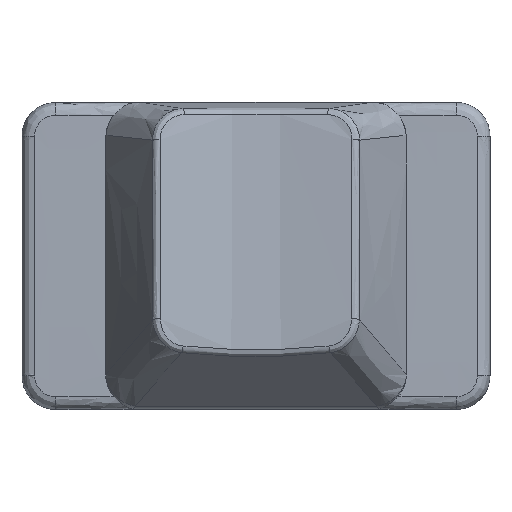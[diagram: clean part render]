
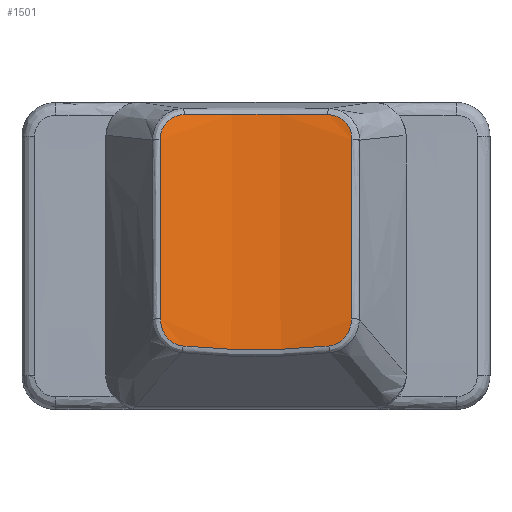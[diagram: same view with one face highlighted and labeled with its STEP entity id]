
A CAD part, top view. The second image highlights one B-rep face of the part: STEP entity #1501.
In plain terms, the highlighted free-form (B-spline) face has degree [2, 1] with [3, 2] control points.
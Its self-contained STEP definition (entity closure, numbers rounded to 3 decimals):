
#14=(
BOUNDED_SURFACE()
B_SPLINE_SURFACE(2,1,((#3479,#3480),(#3481,#3482),(#3483,#3484)),
 .UNSPECIFIED.,.F.,.F.,.F.)
B_SPLINE_SURFACE_WITH_KNOTS((3,3),(2,2),(-1.837,-1.304),
(0.,1.692),.UNSPECIFIED.)
GEOMETRIC_REPRESENTATION_ITEM()
RATIONAL_B_SPLINE_SURFACE(((1.,1.),(0.965,0.965),
(1.,1.)))
REPRESENTATION_ITEM('')
SURFACE()
);
#208=ELLIPSE('',#1597,17.86,15.449);
#210=ELLIPSE('',#1603,18.706,16.121);
#263=FACE_OUTER_BOUND('',#353,.T.);
#353=EDGE_LOOP('',(#1146,#1147,#1148,#1149,#1150,#1151,#1152,#1153));
#499=B_SPLINE_CURVE_WITH_KNOTS('',3,(#3240,#3241,#3242,#3243,#3244,#3245),
 .UNSPECIFIED.,.F.,.F.,(4,1,1,4),(0.,0.066,
0.132,0.231),.UNSPECIFIED.);
#500=B_SPLINE_CURVE_WITH_KNOTS('',3,(#3268,#3269,#3270,#3271),
 .UNSPECIFIED.,.F.,.F.,(4,4),(0.,1.068),
 .UNSPECIFIED.);
#502=B_SPLINE_CURVE_WITH_KNOTS('',3,(#3305,#3306,#3307,#3308,#3309,#3310,
#3311,#3312,#3313,#3314,#3315,#3316,#3317,#3318,#3319,#3320,#3321,#3322,
#3323,#3324,#3325,#3326,#3327,#3328,#3329,#3330,#3331,#3332),
 .UNSPECIFIED.,.F.,.F.,(4,3,3,3,3,3,3,3,3,4),(0.,0.028,0.057,
0.088,0.102,0.136,0.165,
0.192,0.218,0.238),.UNSPECIFIED.);
#503=B_SPLINE_CURVE_WITH_KNOTS('',3,(#3389,#3390,#3391,#3392,#3393,#3394,
#3395,#3396,#3397,#3398,#3399,#3400,#3401,#3402,#3403,#3404,#3405,#3406,
#3407,#3408,#3409,#3410,#3411,#3412,#3413,#3414,#3415,#3416),
 .UNSPECIFIED.,.F.,.F.,(4,3,3,3,3,3,3,3,3,4),(0.,0.026,
0.053,0.081,0.102,0.151,
0.17,0.198,0.226,0.238),
 .UNSPECIFIED.);
#504=B_SPLINE_CURVE_WITH_KNOTS('',3,(#3439,#3440,#3441,#3442),
 .UNSPECIFIED.,.F.,.F.,(4,4),(0.,1.068),.UNSPECIFIED.);
#505=B_SPLINE_CURVE_WITH_KNOTS('',3,(#3473,#3474,#3475,#3476,#3477,#3478),
 .UNSPECIFIED.,.F.,.F.,(4,1,1,4),(0.,0.099,
0.165,0.231),.UNSPECIFIED.);
#632=VERTEX_POINT('',#3203);
#633=VERTEX_POINT('',#3205);
#634=VERTEX_POINT('',#3238);
#635=VERTEX_POINT('',#3266);
#636=VERTEX_POINT('',#3297);
#638=VERTEX_POINT('',#3353);
#639=VERTEX_POINT('',#3387);
#640=VERTEX_POINT('',#3437);
#822=EDGE_CURVE('',#633,#632,#208,.T.);
#824=EDGE_CURVE('',#632,#634,#499,.T.);
#826=EDGE_CURVE('',#634,#635,#500,.T.);
#829=EDGE_CURVE('',#635,#636,#502,.T.);
#832=EDGE_CURVE('',#636,#638,#210,.T.);
#834=EDGE_CURVE('',#638,#639,#503,.T.);
#836=EDGE_CURVE('',#639,#640,#504,.T.);
#837=EDGE_CURVE('',#640,#633,#505,.T.);
#1146=ORIENTED_EDGE('',*,*,#822,.F.);
#1147=ORIENTED_EDGE('',*,*,#837,.F.);
#1148=ORIENTED_EDGE('',*,*,#836,.F.);
#1149=ORIENTED_EDGE('',*,*,#834,.F.);
#1150=ORIENTED_EDGE('',*,*,#832,.F.);
#1151=ORIENTED_EDGE('',*,*,#829,.F.);
#1152=ORIENTED_EDGE('',*,*,#826,.F.);
#1153=ORIENTED_EDGE('',*,*,#824,.F.);
#1501=ADVANCED_FACE('',(#263),#14,.F.);
#1597=AXIS2_PLACEMENT_3D('',#3207,#1768,#1769);
#1603=AXIS2_PLACEMENT_3D('',#3356,#1780,#1781);
#1768=DIRECTION('center_axis',(0.,0.874,-0.485));
#1769=DIRECTION('ref_axis',(1.,0.,0.));
#1780=DIRECTION('center_axis',(0.,-0.996,-0.091));
#1781=DIRECTION('ref_axis',(1.,0.,0.));
#3203=CARTESIAN_POINT('',(-4.321,-5.334,6.32));
#3205=CARTESIAN_POINT('',(4.321,-5.334,6.32));
#3207=CARTESIAN_POINT('Origin',(0.,1.94,19.427));
#3238=CARTESIAN_POINT('',(-5.643,-3.73,6.433));
#3240=CARTESIAN_POINT('Ctrl Pts',(-4.321,-5.334,6.32));
#3241=CARTESIAN_POINT('Ctrl Pts',(-4.532,-5.312,6.36));
#3242=CARTESIAN_POINT('Ctrl Pts',(-4.946,-5.168,6.433));
#3243=CARTESIAN_POINT('Ctrl Pts',(-5.492,-4.611,6.499));
#3244=CARTESIAN_POINT('Ctrl Pts',(-5.642,-4.058,6.473));
#3245=CARTESIAN_POINT('Ctrl Pts',(-5.643,-3.73,6.433));
#3266=CARTESIAN_POINT('',(-5.679,6.869,5.141));
#3268=CARTESIAN_POINT('Ctrl Pts',(-5.643,-3.73,6.433));
#3269=CARTESIAN_POINT('Ctrl Pts',(-5.653,-0.197,6.001));
#3270=CARTESIAN_POINT('Ctrl Pts',(-5.665,3.336,5.571));
#3271=CARTESIAN_POINT('Ctrl Pts',(-5.679,6.869,5.141));
#3297=CARTESIAN_POINT('',(-4.242,8.356,4.623));
#3305=CARTESIAN_POINT('Ctrl Pts',(-5.679,6.869,5.141));
#3306=CARTESIAN_POINT('Ctrl Pts',(-5.679,6.962,5.129));
#3307=CARTESIAN_POINT('Ctrl Pts',(-5.671,7.055,5.116));
#3308=CARTESIAN_POINT('Ctrl Pts',(-5.655,7.147,5.1));
#3309=CARTESIAN_POINT('Ctrl Pts',(-5.639,7.241,5.084));
#3310=CARTESIAN_POINT('Ctrl Pts',(-5.614,7.334,5.066));
#3311=CARTESIAN_POINT('Ctrl Pts',(-5.581,7.423,5.047));
#3312=CARTESIAN_POINT('Ctrl Pts',(-5.546,7.518,5.026));
#3313=CARTESIAN_POINT('Ctrl Pts',(-5.502,7.608,5.003));
#3314=CARTESIAN_POINT('Ctrl Pts',(-5.449,7.692,4.979));
#3315=CARTESIAN_POINT('Ctrl Pts',(-5.426,7.73,4.968));
#3316=CARTESIAN_POINT('Ctrl Pts',(-5.4,7.767,4.957));
#3317=CARTESIAN_POINT('Ctrl Pts',(-5.373,7.803,4.946));
#3318=CARTESIAN_POINT('Ctrl Pts',(-5.306,7.889,4.919));
#3319=CARTESIAN_POINT('Ctrl Pts',(-5.23,7.966,4.89));
#3320=CARTESIAN_POINT('Ctrl Pts',(-5.146,8.033,4.862));
#3321=CARTESIAN_POINT('Ctrl Pts',(-5.075,8.09,4.837));
#3322=CARTESIAN_POINT('Ctrl Pts',(-4.998,8.14,4.813));
#3323=CARTESIAN_POINT('Ctrl Pts',(-4.918,8.182,4.789));
#3324=CARTESIAN_POINT('Ctrl Pts',(-4.841,8.222,4.767));
#3325=CARTESIAN_POINT('Ctrl Pts',(-4.761,8.256,4.745));
#3326=CARTESIAN_POINT('Ctrl Pts',(-4.679,8.283,4.723));
#3327=CARTESIAN_POINT('Ctrl Pts',(-4.599,8.309,4.703));
#3328=CARTESIAN_POINT('Ctrl Pts',(-4.517,8.328,4.683));
#3329=CARTESIAN_POINT('Ctrl Pts',(-4.434,8.34,4.664));
#3330=CARTESIAN_POINT('Ctrl Pts',(-4.371,8.35,4.65));
#3331=CARTESIAN_POINT('Ctrl Pts',(-4.306,8.355,4.636));
#3332=CARTESIAN_POINT('Ctrl Pts',(-4.242,8.356,4.623));
#3353=CARTESIAN_POINT('',(4.242,8.356,4.623));
#3356=CARTESIAN_POINT('Origin',(0.,6.93,20.26));
#3387=CARTESIAN_POINT('',(5.679,6.869,5.141));
#3389=CARTESIAN_POINT('Ctrl Pts',(4.242,8.356,4.623));
#3390=CARTESIAN_POINT('Ctrl Pts',(4.325,8.355,4.64));
#3391=CARTESIAN_POINT('Ctrl Pts',(4.409,8.347,4.658));
#3392=CARTESIAN_POINT('Ctrl Pts',(4.491,8.332,4.677));
#3393=CARTESIAN_POINT('Ctrl Pts',(4.575,8.316,4.697));
#3394=CARTESIAN_POINT('Ctrl Pts',(4.657,8.294,4.717));
#3395=CARTESIAN_POINT('Ctrl Pts',(4.737,8.265,4.738));
#3396=CARTESIAN_POINT('Ctrl Pts',(4.822,8.234,4.761));
#3397=CARTESIAN_POINT('Ctrl Pts',(4.904,8.196,4.784));
#3398=CARTESIAN_POINT('Ctrl Pts',(4.982,8.15,4.808));
#3399=CARTESIAN_POINT('Ctrl Pts',(5.039,8.116,4.826));
#3400=CARTESIAN_POINT('Ctrl Pts',(5.094,8.077,4.844));
#3401=CARTESIAN_POINT('Ctrl Pts',(5.146,8.035,4.861));
#3402=CARTESIAN_POINT('Ctrl Pts',(5.266,7.938,4.902));
#3403=CARTESIAN_POINT('Ctrl Pts',(5.37,7.82,4.943));
#3404=CARTESIAN_POINT('Ctrl Pts',(5.452,7.688,4.981));
#3405=CARTESIAN_POINT('Ctrl Pts',(5.486,7.634,4.996));
#3406=CARTESIAN_POINT('Ctrl Pts',(5.516,7.578,5.011));
#3407=CARTESIAN_POINT('Ctrl Pts',(5.542,7.52,5.025));
#3408=CARTESIAN_POINT('Ctrl Pts',(5.58,7.437,5.045));
#3409=CARTESIAN_POINT('Ctrl Pts',(5.61,7.35,5.063));
#3410=CARTESIAN_POINT('Ctrl Pts',(5.632,7.26,5.08));
#3411=CARTESIAN_POINT('Ctrl Pts',(5.654,7.172,5.097));
#3412=CARTESIAN_POINT('Ctrl Pts',(5.668,7.081,5.112));
#3413=CARTESIAN_POINT('Ctrl Pts',(5.675,6.99,5.125));
#3414=CARTESIAN_POINT('Ctrl Pts',(5.678,6.95,5.13));
#3415=CARTESIAN_POINT('Ctrl Pts',(5.679,6.909,5.136));
#3416=CARTESIAN_POINT('Ctrl Pts',(5.679,6.869,5.141));
#3437=CARTESIAN_POINT('',(5.643,-3.73,6.433));
#3439=CARTESIAN_POINT('Ctrl Pts',(5.679,6.869,5.141));
#3440=CARTESIAN_POINT('Ctrl Pts',(5.665,3.336,5.571));
#3441=CARTESIAN_POINT('Ctrl Pts',(5.653,-0.197,6.001));
#3442=CARTESIAN_POINT('Ctrl Pts',(5.643,-3.73,6.433));
#3473=CARTESIAN_POINT('Ctrl Pts',(5.643,-3.73,6.433));
#3474=CARTESIAN_POINT('Ctrl Pts',(5.642,-4.058,6.473));
#3475=CARTESIAN_POINT('Ctrl Pts',(5.492,-4.611,6.499));
#3476=CARTESIAN_POINT('Ctrl Pts',(4.946,-5.168,6.433));
#3477=CARTESIAN_POINT('Ctrl Pts',(4.532,-5.312,6.36));
#3478=CARTESIAN_POINT('Ctrl Pts',(4.321,-5.334,6.32));
#3479=CARTESIAN_POINT('Ctrl Pts',(5.679,-5.481,6.657));
#3480=CARTESIAN_POINT('Ctrl Pts',(5.679,11.314,4.595));
#3481=CARTESIAN_POINT('Ctrl Pts',(0.,-5.666,
5.153));
#3482=CARTESIAN_POINT('Ctrl Pts',(0.,11.129,
3.091));
#3483=CARTESIAN_POINT('Ctrl Pts',(-5.68,-5.481,6.657));
#3484=CARTESIAN_POINT('Ctrl Pts',(-5.68,11.314,4.595));
